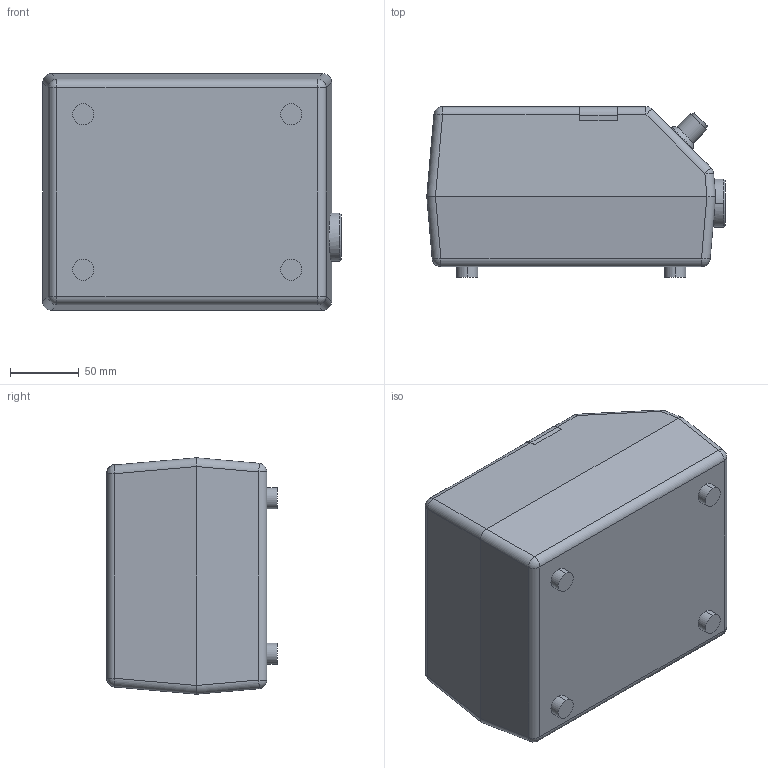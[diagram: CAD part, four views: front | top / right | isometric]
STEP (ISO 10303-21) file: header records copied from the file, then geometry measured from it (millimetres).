
FILE_DESCRIPTION (( 'STEP AP214' ), '1' );
FILE_NAME ('29-60-84-000-OUTLINE.STEP', '2013-09-19T18:44:26', ( '' ), ( '' ), 'SwSTEP 2.0', 'SolidWorks 2013', '' );
FILE_SCHEMA (( 'AUTOMOTIVE_DESIGN' ));
Length unit declared in the file: inch
Products named in the file (1): 29-60-84-000-OUTLINE
Bounding box: 216.53 x 123.7 x 171.45 mm (x, y, z)
Volume: 3685125 mm3; surface area: 158665.7 mm2
Topology: 1 solids, 1 shells, 109 faces, 256 edges, 149 vertices
Faces by surface type: plane 48, cylinder 46, sphere 10, cone 4, bspline 1
Entity records: 3083 total; most frequent: CARTESIAN_POINT 571, DIRECTION 536, ORIENTED_EDGE 496, EDGE_CURVE 248, AXIS2_PLACEMENT_3D 193, VECTOR 150, LINE 150, VERTEX_POINT 149
